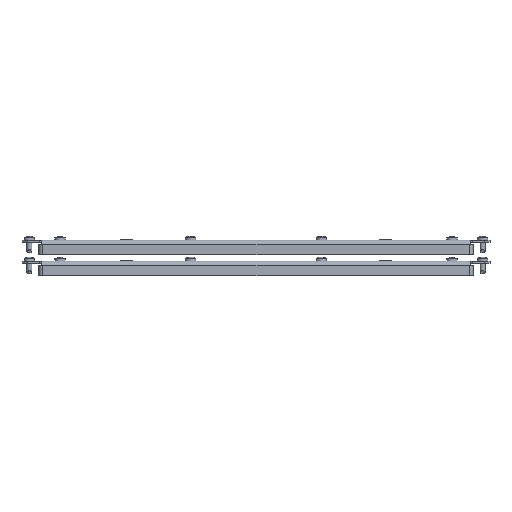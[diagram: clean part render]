
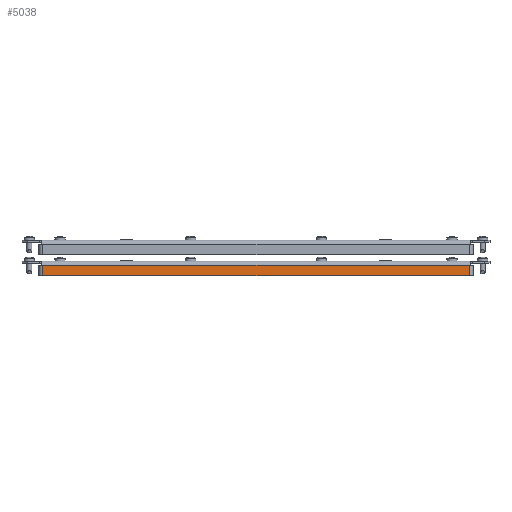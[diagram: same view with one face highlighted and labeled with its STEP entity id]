
A CAD part, top view. The second image highlights one B-rep face of the part: STEP entity #5038.
In plain terms, the highlighted face is planar.
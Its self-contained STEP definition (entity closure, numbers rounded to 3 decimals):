
#729 = PLANE ( 'NONE',  #1010 ) ;
#751 = CARTESIAN_POINT ( 'NONE',  ( -5., -3., -204. ) ) ;
#945 = VECTOR ( 'NONE', #4165, 1000. ) ;
#1010 = AXIS2_PLACEMENT_3D ( 'NONE', #5054, #3702, #1211 ) ;
#1149 = LINE ( 'NONE', #5008, #5055 ) ;
#1211 = DIRECTION ( 'NONE',  ( 1., 0., 0. ) ) ;
#1321 = EDGE_CURVE ( 'NONE', #4020, #3924, #1761, .T. ) ;
#1675 = LINE ( 'NONE', #5111, #3854 ) ;
#1761 = LINE ( 'NONE', #2706, #3619 ) ;
#2093 = ORIENTED_EDGE ( 'NONE', *, *, #1321, .F. ) ;
#2582 = DIRECTION ( 'NONE',  ( 0., 0., 1. ) ) ;
#2706 = CARTESIAN_POINT ( 'NONE',  ( -5., -3., -204. ) ) ;
#2916 = DIRECTION ( 'NONE',  ( 1., 0., 0. ) ) ;
#2997 = VERTEX_POINT ( 'NONE', #5352 ) ;
#3148 = VERTEX_POINT ( 'NONE', #4695 ) ;
#3153 = DIRECTION ( 'NONE',  ( 0., 0., 1. ) ) ;
#3604 = ORIENTED_EDGE ( 'NONE', *, *, #3798, .F. ) ;
#3619 = VECTOR ( 'NONE', #3153, 1000. ) ;
#3623 = ORIENTED_EDGE ( 'NONE', *, *, #4267, .T. ) ;
#3702 = DIRECTION ( 'NONE',  ( 0., -1., 0. ) ) ;
#3770 = CARTESIAN_POINT ( 'NONE',  ( -5., -3., 204. ) ) ;
#3798 = EDGE_CURVE ( 'NONE', #3924, #3148, #1149, .T. ) ;
#3854 = VECTOR ( 'NONE', #2582, 1000. ) ;
#3924 = VERTEX_POINT ( 'NONE', #3770 ) ;
#3934 = CARTESIAN_POINT ( 'NONE',  ( -5., -3., -204. ) ) ;
#4020 = VERTEX_POINT ( 'NONE', #3934 ) ;
#4165 = DIRECTION ( 'NONE',  ( 1., 0., 0. ) ) ;
#4267 = EDGE_CURVE ( 'NONE', #4020, #2997, #4447, .T. ) ;
#4312 = FACE_OUTER_BOUND ( 'NONE', #5270, .T. ) ;
#4447 = LINE ( 'NONE', #751, #945 ) ;
#4544 = EDGE_CURVE ( 'NONE', #2997, #3148, #1675, .T. ) ;
#4695 = CARTESIAN_POINT ( 'NONE',  ( 5., -3., 204. ) ) ;
#5008 = CARTESIAN_POINT ( 'NONE',  ( -5., -3., 204. ) ) ;
#5038 = ADVANCED_FACE ( 'NONE', ( #4312 ), #729, .T. ) ;
#5054 = CARTESIAN_POINT ( 'NONE',  ( -5., -3., -204. ) ) ;
#5055 = VECTOR ( 'NONE', #2916, 1000. ) ;
#5111 = CARTESIAN_POINT ( 'NONE',  ( 5., -3., -204. ) ) ;
#5187 = ORIENTED_EDGE ( 'NONE', *, *, #4544, .T. ) ;
#5270 = EDGE_LOOP ( 'NONE', ( #3604, #2093, #3623, #5187 ) ) ;
#5352 = CARTESIAN_POINT ( 'NONE',  ( 5., -3., -204. ) ) ;
